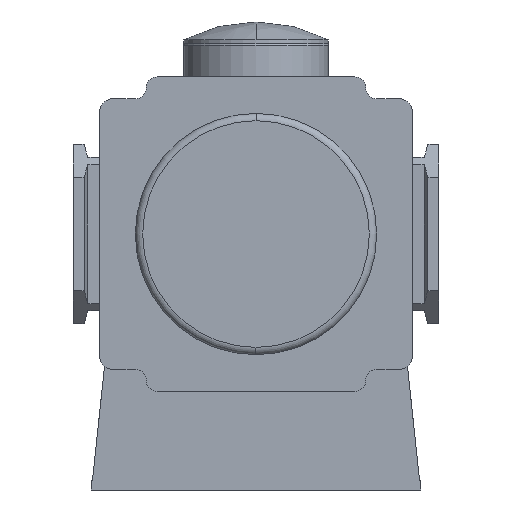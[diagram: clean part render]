
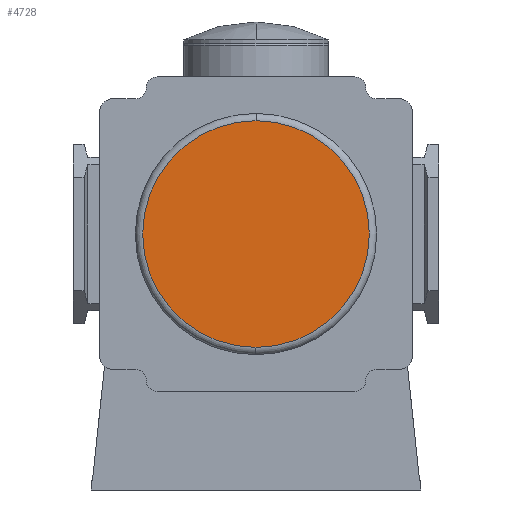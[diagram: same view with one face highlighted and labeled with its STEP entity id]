
A CAD part, front view. The second image highlights one B-rep face of the part: STEP entity #4728.
In plain terms, the highlighted planar face has unit normal (0, -1, 0).
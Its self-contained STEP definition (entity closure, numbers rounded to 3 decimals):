
#188 = DIRECTION ( 'NONE',  ( 0., 0., -1. ) ) ;
#410 = DIRECTION ( 'NONE',  ( 0., -1., 0. ) ) ;
#565 = ORIENTED_EDGE ( 'NONE', *, *, #4924, .T. ) ;
#841 = CARTESIAN_POINT ( 'NONE',  ( 0., -50.5, 0. ) ) ;
#925 = PLANE ( 'NONE',  #5104 ) ;
#956 = DIRECTION ( 'NONE',  ( 0., 0., 1. ) ) ;
#1022 = DIRECTION ( 'NONE',  ( 0., -1., 0. ) ) ;
#2023 = EDGE_LOOP ( 'NONE', ( #4508, #565 ) ) ;
#2342 = CARTESIAN_POINT ( 'NONE',  ( 0., -50.5, -31. ) ) ;
#2887 = CARTESIAN_POINT ( 'NONE',  ( 31., -50.5, 0. ) ) ;
#3232 = CARTESIAN_POINT ( 'NONE',  ( 0., -50.5, 31. ) ) ;
#3766 = FACE_OUTER_BOUND ( 'NONE', #2023, .T. ) ;
#3861 = CIRCLE ( 'NONE', #4386, 31. ) ;
#4176 = AXIS2_PLACEMENT_3D ( 'NONE', #841, #410, #188 ) ;
#4386 = AXIS2_PLACEMENT_3D ( 'NONE', #5002, #1022, #4932 ) ;
#4396 = CIRCLE ( 'NONE', #4176, 31. ) ;
#4508 = ORIENTED_EDGE ( 'NONE', *, *, #5524, .T. ) ;
#4728 = ADVANCED_FACE ( 'NONE', ( #3766 ), #925, .F. ) ;
#4924 = EDGE_CURVE ( 'NONE', #5829, #5905, #4396, .T. ) ;
#4932 = DIRECTION ( 'NONE',  ( 0., 0., -1. ) ) ;
#5002 = CARTESIAN_POINT ( 'NONE',  ( 0., -50.5, 0. ) ) ;
#5104 = AXIS2_PLACEMENT_3D ( 'NONE', #2887, #5731, #956 ) ;
#5524 = EDGE_CURVE ( 'NONE', #5905, #5829, #3861, .T. ) ;
#5731 = DIRECTION ( 'NONE',  ( 0., 1., 0. ) ) ;
#5829 = VERTEX_POINT ( 'NONE', #3232 ) ;
#5905 = VERTEX_POINT ( 'NONE', #2342 ) ;
